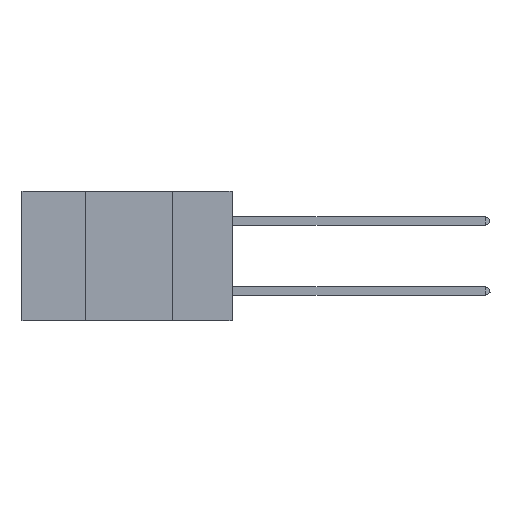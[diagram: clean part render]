
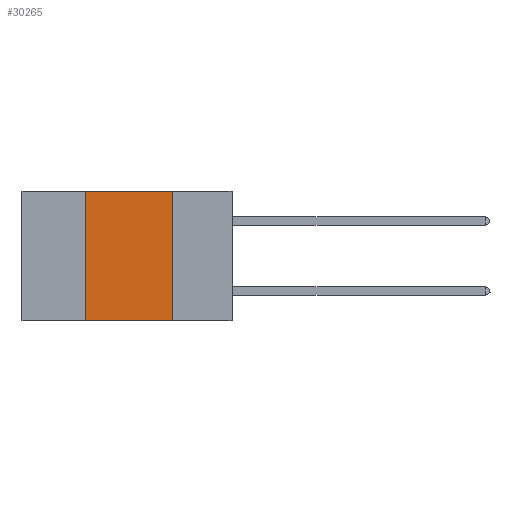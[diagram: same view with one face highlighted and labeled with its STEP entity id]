
A CAD part, left-side view. The second image highlights one B-rep face of the part: STEP entity #30265.
In plain terms, the highlighted planar face has unit normal (-1, 0, 0).
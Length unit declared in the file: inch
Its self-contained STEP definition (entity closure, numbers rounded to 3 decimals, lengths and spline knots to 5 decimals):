
#2035 = CARTESIAN_POINT ( 'NONE',  ( 0., 0.17, 0. ) ) ;
#2419 = EDGE_CURVE ( 'NONE', #27332, #2495, #35061, .T. ) ;
#2495 = VERTEX_POINT ( 'NONE', #2616 ) ;
#2560 = DIRECTION ( 'NONE',  ( 0., 0., -1. ) ) ;
#2616 = CARTESIAN_POINT ( 'NONE',  ( 0., 0.42, 0. ) ) ;
#3055 = VERTEX_POINT ( 'NONE', #2035 ) ;
#5721 = AXIS2_PLACEMENT_3D ( 'NONE', #34034, #40341, #2560 ) ;
#6263 = FACE_OUTER_BOUND ( 'NONE', #27948, .T. ) ;
#7376 = VECTOR ( 'NONE', #8953, 39.37008 ) ;
#7412 = CARTESIAN_POINT ( 'NONE',  ( 0., 0.6, 0. ) ) ;
#7958 = DIRECTION ( 'NONE',  ( 0., 0., -1. ) ) ;
#8366 = LINE ( 'NONE', #21836, #7376 ) ;
#8791 = EDGE_CURVE ( 'NONE', #27332, #16703, #8366, .T. ) ;
#8953 = DIRECTION ( 'NONE',  ( 0., -1., 0. ) ) ;
#11312 = CARTESIAN_POINT ( 'NONE',  ( 0., 0.42, 0. ) ) ;
#16703 = VERTEX_POINT ( 'NONE', #22292 ) ;
#17739 = VECTOR ( 'NONE', #24046, 39.37008 ) ;
#18146 = PLANE ( 'NONE',  #5721 ) ;
#20128 = DIRECTION ( 'NONE',  ( 0., -1., 0. ) ) ;
#21182 = EDGE_CURVE ( 'NONE', #2495, #3055, #25430, .T. ) ;
#21836 = CARTESIAN_POINT ( 'NONE',  ( 0., 0.6, -0.37 ) ) ;
#22292 = CARTESIAN_POINT ( 'NONE',  ( 0., 0.17, -0.37 ) ) ;
#24046 = DIRECTION ( 'NONE',  ( 0., 0., 1. ) ) ;
#24905 = VECTOR ( 'NONE', #7958, 39.37008 ) ;
#25430 = LINE ( 'NONE', #7412, #39706 ) ;
#27332 = VERTEX_POINT ( 'NONE', #36267 ) ;
#27948 = EDGE_LOOP ( 'NONE', ( #30858, #36157, #40746, #33424 ) ) ;
#30265 = ADVANCED_FACE ( 'NONE', ( #6263 ), #18146, .F. ) ;
#30498 = CARTESIAN_POINT ( 'NONE',  ( 0., 0.17, 0. ) ) ;
#30858 = ORIENTED_EDGE ( 'NONE', *, *, #37721, .F. ) ;
#33424 = ORIENTED_EDGE ( 'NONE', *, *, #8791, .T. ) ;
#34034 = CARTESIAN_POINT ( 'NONE',  ( 0., 0.6, 0. ) ) ;
#35061 = LINE ( 'NONE', #11312, #17739 ) ;
#36157 = ORIENTED_EDGE ( 'NONE', *, *, #21182, .F. ) ;
#36267 = CARTESIAN_POINT ( 'NONE',  ( 0., 0.42, -0.37 ) ) ;
#37721 = EDGE_CURVE ( 'NONE', #3055, #16703, #38178, .T. ) ;
#38178 = LINE ( 'NONE', #30498, #24905 ) ;
#39706 = VECTOR ( 'NONE', #20128, 39.37008 ) ;
#40341 = DIRECTION ( 'NONE',  ( 1., 0., 0. ) ) ;
#40746 = ORIENTED_EDGE ( 'NONE', *, *, #2419, .F. ) ;
